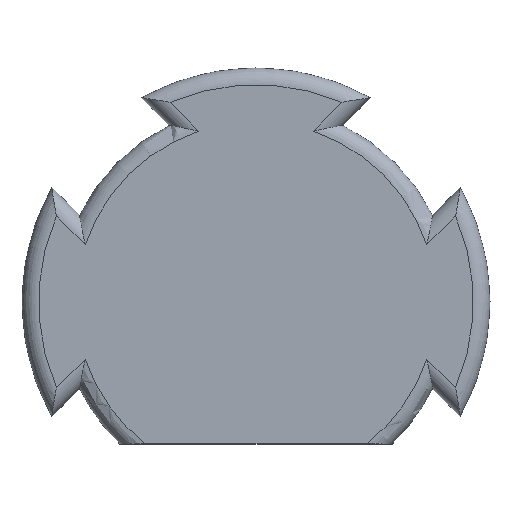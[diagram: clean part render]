
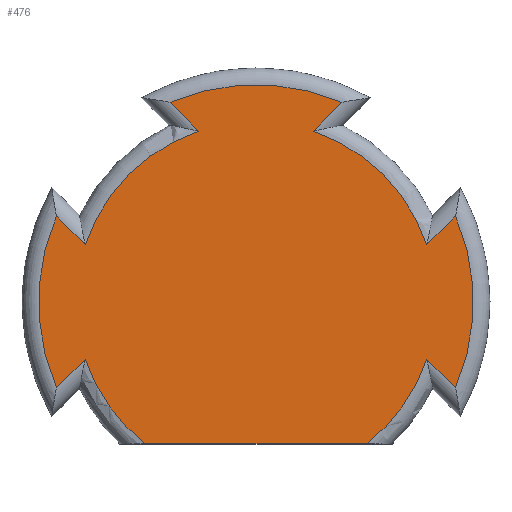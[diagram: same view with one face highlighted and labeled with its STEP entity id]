
A CAD part, top view. The second image highlights one B-rep face of the part: STEP entity #476.
In plain terms, the highlighted planar face has unit normal (0, 0, 1).
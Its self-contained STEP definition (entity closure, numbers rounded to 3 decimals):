
#22=PLANE('',#543);
#24=CIRCLE('',#505,10.768);
#26=CIRCLE('',#509,13.);
#28=CIRCLE('',#513,10.768);
#31=CIRCLE('',#518,10.768);
#42=CIRCLE('',#544,13.);
#43=CIRCLE('',#545,10.768);
#44=CIRCLE('',#546,13.);
#74=FACE_OUTER_BOUND('',#103,.T.);
#103=EDGE_LOOP('',(#401,#402,#403,#404,#405,#406,#407,#408,#409,#410,#411,
#412,#413,#414));
#110=LINE('',#708,#144);
#112=LINE('',#761,#146);
#114=LINE('',#799,#148);
#117=LINE('',#850,#151);
#141=LINE('',#932,#175);
#142=LINE('',#936,#176);
#143=LINE('',#940,#177);
#144=VECTOR('',#557,1.);
#146=VECTOR('',#567,1.);
#148=VECTOR('',#577,1.);
#151=VECTOR('',#588,1.);
#175=VECTOR('',#668,1.);
#176=VECTOR('',#671,1.);
#177=VECTOR('',#674,1.);
#193=VERTEX_POINT('',#692);
#194=VERTEX_POINT('',#707);
#197=VERTEX_POINT('',#727);
#199=VERTEX_POINT('',#746);
#201=VERTEX_POINT('',#765);
#203=VERTEX_POINT('',#784);
#204=VERTEX_POINT('',#802);
#206=VERTEX_POINT('',#817);
#209=VERTEX_POINT('',#835);
#211=VERTEX_POINT('',#853);
#230=VERTEX_POINT('',#933);
#231=VERTEX_POINT('',#935);
#232=VERTEX_POINT('',#937);
#233=VERTEX_POINT('',#939);
#235=EDGE_CURVE('',#194,#193,#110,.T.);
#239=EDGE_CURVE('',#193,#197,#24,.T.);
#242=EDGE_CURVE('',#197,#199,#112,.T.);
#245=EDGE_CURVE('',#199,#201,#26,.T.);
#248=EDGE_CURVE('',#201,#203,#114,.T.);
#251=EDGE_CURVE('',#203,#204,#28,.T.);
#256=EDGE_CURVE('',#206,#209,#117,.T.);
#259=EDGE_CURVE('',#211,#206,#31,.T.);
#293=EDGE_CURVE('',#211,#204,#141,.T.);
#294=EDGE_CURVE('',#209,#230,#42,.T.);
#295=EDGE_CURVE('',#230,#231,#142,.T.);
#296=EDGE_CURVE('',#231,#232,#43,.T.);
#297=EDGE_CURVE('',#232,#233,#143,.T.);
#298=EDGE_CURVE('',#233,#194,#44,.T.);
#401=ORIENTED_EDGE('',*,*,#293,.F.);
#402=ORIENTED_EDGE('',*,*,#259,.T.);
#403=ORIENTED_EDGE('',*,*,#256,.T.);
#404=ORIENTED_EDGE('',*,*,#294,.T.);
#405=ORIENTED_EDGE('',*,*,#295,.T.);
#406=ORIENTED_EDGE('',*,*,#296,.T.);
#407=ORIENTED_EDGE('',*,*,#297,.T.);
#408=ORIENTED_EDGE('',*,*,#298,.T.);
#409=ORIENTED_EDGE('',*,*,#235,.T.);
#410=ORIENTED_EDGE('',*,*,#239,.T.);
#411=ORIENTED_EDGE('',*,*,#242,.T.);
#412=ORIENTED_EDGE('',*,*,#245,.T.);
#413=ORIENTED_EDGE('',*,*,#248,.T.);
#414=ORIENTED_EDGE('',*,*,#251,.T.);
#476=ADVANCED_FACE('',(#74),#22,.T.);
#505=AXIS2_PLACEMENT_3D('',#742,#561,#562);
#509=AXIS2_PLACEMENT_3D('',#780,#571,#572);
#513=AXIS2_PLACEMENT_3D('',#814,#581,#582);
#518=AXIS2_PLACEMENT_3D('',#865,#593,#594);
#543=AXIS2_PLACEMENT_3D('',#931,#666,#667);
#544=AXIS2_PLACEMENT_3D('',#934,#669,#670);
#545=AXIS2_PLACEMENT_3D('',#938,#672,#673);
#546=AXIS2_PLACEMENT_3D('',#941,#675,#676);
#557=DIRECTION('',(0.707,-0.707,0.));
#561=DIRECTION('center_axis',(0.,0.,1.));
#562=DIRECTION('ref_axis',(1.,0.,0.));
#567=DIRECTION('',(-0.707,0.707,0.));
#571=DIRECTION('center_axis',(0.,0.,1.));
#572=DIRECTION('ref_axis',(1.,0.,0.));
#577=DIRECTION('',(0.707,0.707,0.));
#581=DIRECTION('center_axis',(0.,0.,1.));
#582=DIRECTION('ref_axis',(1.,0.,0.));
#588=DIRECTION('',(0.707,-0.707,0.));
#593=DIRECTION('center_axis',(0.,0.,1.));
#594=DIRECTION('ref_axis',(1.,0.,0.));
#666=DIRECTION('center_axis',(0.,0.,1.));
#667=DIRECTION('ref_axis',(1.,0.,0.));
#668=DIRECTION('',(-1.,0.,0.));
#669=DIRECTION('center_axis',(0.,0.,1.));
#670=DIRECTION('ref_axis',(1.,0.,0.));
#671=DIRECTION('',(-0.707,-0.707,0.));
#672=DIRECTION('center_axis',(0.,0.,1.));
#673=DIRECTION('ref_axis',(1.,0.,0.));
#674=DIRECTION('',(0.707,0.707,0.));
#675=DIRECTION('center_axis',(0.,0.,1.));
#676=DIRECTION('ref_axis',(1.,0.,0.));
#692=CARTESIAN_POINT('',(-3.417,10.212,2.5));
#707=CARTESIAN_POINT('',(-5.144,11.939,2.5));
#708=CARTESIAN_POINT('',(-4.477,11.272,2.5));
#727=CARTESIAN_POINT('',(-10.212,3.417,2.5));
#742=CARTESIAN_POINT('Origin',(0.,0.,
2.5));
#746=CARTESIAN_POINT('',(-11.939,5.144,2.5));
#761=CARTESIAN_POINT('',(-12.924,6.13,2.5));
#765=CARTESIAN_POINT('',(-11.939,-5.144,2.5));
#780=CARTESIAN_POINT('Origin',(0.,0.,
2.5));
#784=CARTESIAN_POINT('',(-10.212,-3.417,2.5));
#799=CARTESIAN_POINT('',(-11.272,-4.477,2.5));
#802=CARTESIAN_POINT('',(-6.611,-8.5,2.5));
#814=CARTESIAN_POINT('Origin',(0.,0.,
2.5));
#817=CARTESIAN_POINT('',(10.212,-3.417,2.5));
#835=CARTESIAN_POINT('',(11.939,-5.144,2.5));
#850=CARTESIAN_POINT('',(12.924,-6.13,2.5));
#853=CARTESIAN_POINT('',(6.611,-8.5,2.5));
#865=CARTESIAN_POINT('Origin',(0.,0.,
2.5));
#931=CARTESIAN_POINT('Origin',(0.,0.,
2.5));
#932=CARTESIAN_POINT('',(0.,-8.5,2.5));
#933=CARTESIAN_POINT('',(11.939,5.144,2.5));
#934=CARTESIAN_POINT('Origin',(0.,0.,
2.5));
#935=CARTESIAN_POINT('',(10.212,3.417,2.5));
#936=CARTESIAN_POINT('',(11.272,4.477,2.5));
#937=CARTESIAN_POINT('',(3.417,10.212,2.5));
#938=CARTESIAN_POINT('Origin',(0.,0.,
2.5));
#939=CARTESIAN_POINT('',(5.144,11.939,2.5));
#940=CARTESIAN_POINT('',(6.13,12.924,2.5));
#941=CARTESIAN_POINT('Origin',(0.,0.,
2.5));
